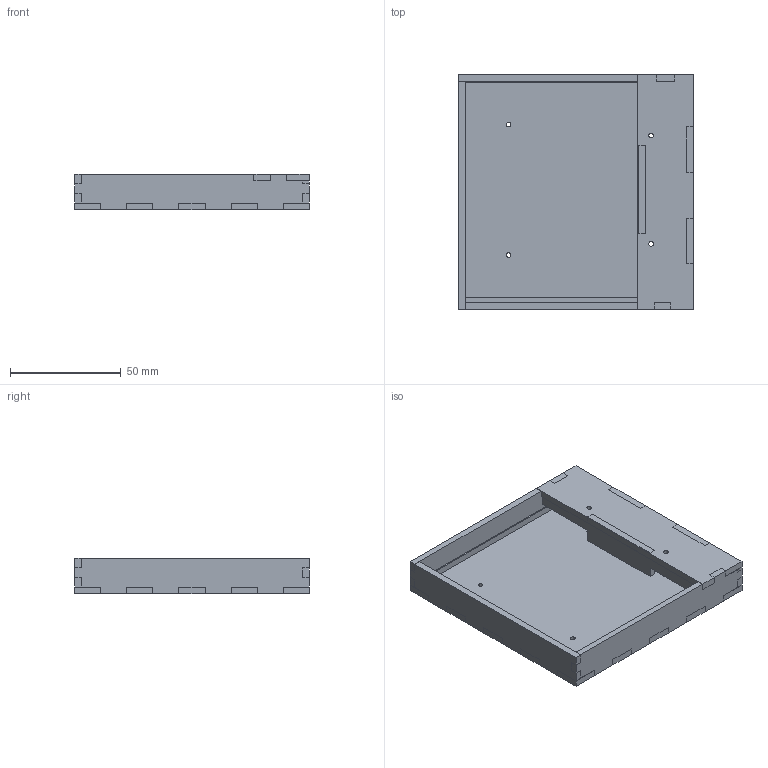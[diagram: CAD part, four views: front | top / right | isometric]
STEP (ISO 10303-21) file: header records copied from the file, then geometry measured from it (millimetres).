
FILE_DESCRIPTION(/* description */ ('STEP AP242','CAx-IF Rec.Pracs.---Representation and Presentation of Product Manufacturing Information (PMI)---4.0---2014-10-13','CAx-IF Rec.Pracs.---3D Tessellated Geometry---0.4---2014-09-14','2;1'),/* implementation_level */ '2;1');
FILE_NAME(/* name */ '670ca260e1a2de3da0e03082',/* time_stamp */ '2024-10-14T04:47:29Z',/* author */ (''),/* organization */ (''),/* preprocessor_version */ 'ST-DEVELOPER v20',/* originating_system */ ' ',/* authorisation */ ' ');
FILE_SCHEMA (('AP242_MANAGED_MODEL_BASED_3D_ENGINEERING_MIM_LF { 1 0 10303 442 1 1 4 }'));
Length unit declared in the file: metre
Products named in the file (9): Part 1; Part 9; Part 2; Part 3; Part 4; Part 5; Part 6; Part 7; Part 8
Bounding box: 106.2 x 106.2 x 16 mm (x, y, z)
Volume: 59442.6 mm3; surface area: 47920.1 mm2
Topology: 9 solids, 9 shells, 276 faces, 774 edges, 516 vertices
Faces by surface type: plane 270, cylinder 6
Full cylindrical faces by diameter (mm): 2.1 x6
Entity records: 8943 total; most frequent: CARTESIAN_POINT 1569, ORIENTED_EDGE 1536, DIRECTION 1350, EDGE_CURVE 768, LINE 756, VECTOR 756, VERTEX_POINT 516, EDGE_LOOP 300
